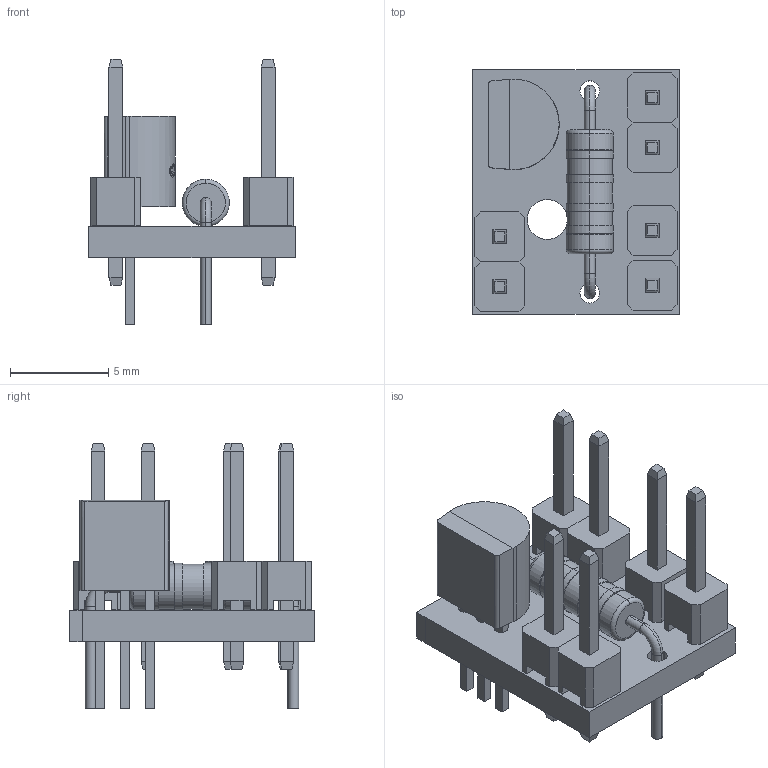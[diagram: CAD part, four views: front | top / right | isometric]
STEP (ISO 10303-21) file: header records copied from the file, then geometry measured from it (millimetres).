
FILE_DESCRIPTION(('Designed by EasyEDA Pro'),'2;1');
FILE_NAME('Open CASCADE Shape Model','2025-02-26T09:03:33',('Author'),( 'Open CASCADE'),'Open CASCADE STEP processor 7.8','Open CASCADE 7.8' ,'Unknown');
FILE_SCHEMA(('AUTOMOTIVE_DESIGN { 1 0 10303 214 1 1 1 1 }'));
Length unit declared in the file: millimetre
Products named in the file (9): gadg-PCBModel; gadg-TopTrack; gadg-BottomTrack; gadg-Board; gadg-Top FPC Stiffener; gadg-Bot FPC Stiffener; gadg-CCLEDL-HDR-M-2.54_1X1; gadg-R1-RES-TH_BD2.4-L6.3-P10.30-D0.6; gadg-U1-TO-92-3_L4.9-W3.7-P1.27-L
Assembly tree (13 placements, depth 2):
  gadg-PCBModel
    gadg-TopTrack
    gadg-BottomTrack
    gadg-Board
    gadg-Top FPC Stiffener
    gadg-Bot FPC Stiffener
    gadg-CCLEDL-HDR-M-2.54_1X1  x6
    gadg-R1-RES-TH_BD2.4-L6.3-P10.30-D0.6
    gadg-U1-TO-92-3_L4.9-W3.7-P1.27-L
Bounding box: 10.52 x 12.42 x 13.5 mm (x, y, z)
Volume: 404 mm3; surface area: 960.6 mm2
Topology: 9 solids, 9 shells, 2092 faces, 5626 edges, 3726 vertices
Faces by surface type: plane 1222, bspline 784, cylinder 74, torus 8, cone 4
Entity records: 35491 total; most frequent: CARTESIAN_POINT 10284, ORIENTED_EDGE 4342, DIRECTION 2543, EDGE_CURVE 2171, VERTEX_POINT 1436, LINE 1235, VECTOR 1235, FACE_BOUND 905
